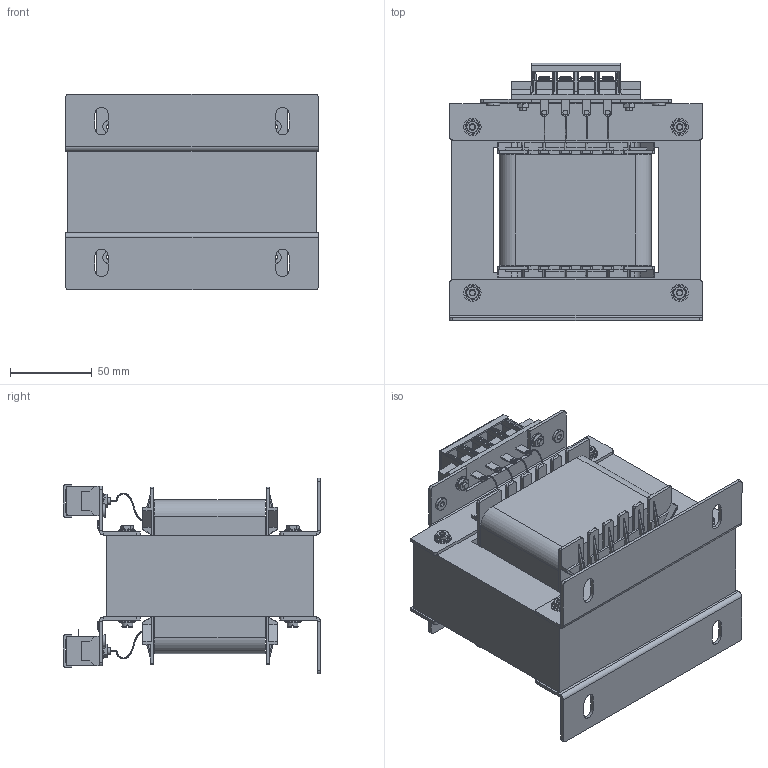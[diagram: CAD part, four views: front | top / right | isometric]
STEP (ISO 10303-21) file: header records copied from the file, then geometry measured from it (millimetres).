
FILE_DESCRIPTION (( 'STEP AP214' ), '1' );
FILE_NAME ('9208 STEP.STEP', '2025-04-11T08:25:25', ( '' ), ( '' ), 'SwSTEP 2.0', 'SolidWorks 2022', '' );
FILE_SCHEMA (( 'AUTOMOTIVE_DESIGN' ));
Length unit declared in the file: millimetre
Products named in the file (1): 9208 STEP
Bounding box: 155 x 157.6 x 120.03 mm (x, y, z)
Volume: 1306939.4 mm3; surface area: 298214 mm2
Topology: 65 solids, 65 shells, 3314 faces, 8421 edges, 5194 vertices
Faces by surface type: plane 2000, cylinder 740, bspline 242, torus 168, cone 144, sphere 20
Entity records: 146227 total; most frequent: CARTESIAN_POINT 32026, ORIENTED_EDGE 16650, DIRECTION 14779, EDGE_CURVE 8325, VECTOR 5441, LINE 5441, VERTEX_POINT 5194, AXIS2_PLACEMENT_3D 4669
